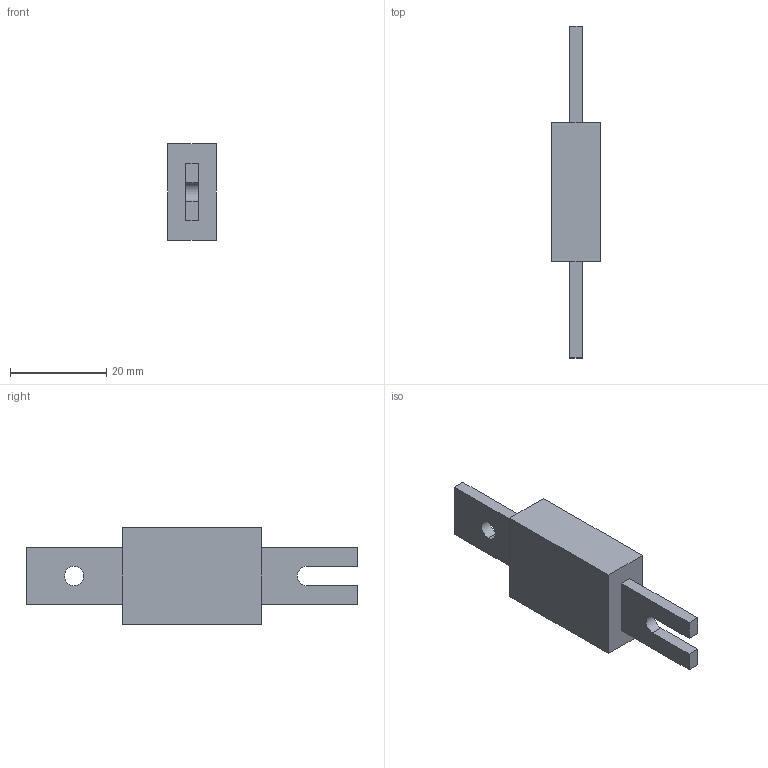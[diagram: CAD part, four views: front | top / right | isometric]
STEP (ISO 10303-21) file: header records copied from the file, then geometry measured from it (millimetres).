
FILE_DESCRIPTION (( 'STEP AP214' ), '1' );
FILE_NAME ('Fuse.STEP', '2019-04-20T00:05:37', ( '' ), ( '' ), 'SwSTEP 2.0', 'SolidWorks 2017', '' );
FILE_SCHEMA (( 'AUTOMOTIVE_DESIGN' ));
Length unit declared in the file: millimetre
Products named in the file (1): Fuse
Bounding box: 10 x 69.1 x 20 mm (x, y, z)
Volume: 6866.3 mm3; surface area: 3273.5 mm2
Topology: 1 solids, 1 shells, 22 faces, 54 edges, 36 vertices
Faces by surface type: plane 19, cylinder 3
Entity records: 825 total; most frequent: CARTESIAN_POINT 113, ORIENTED_EDGE 108, DIRECTION 106, EDGE_CURVE 54, VECTOR 48, LINE 48, VERTEX_POINT 36, AXIS2_PLACEMENT_3D 29
